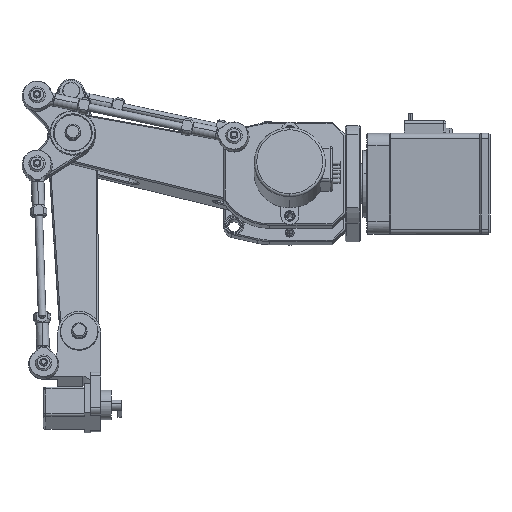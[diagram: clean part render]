
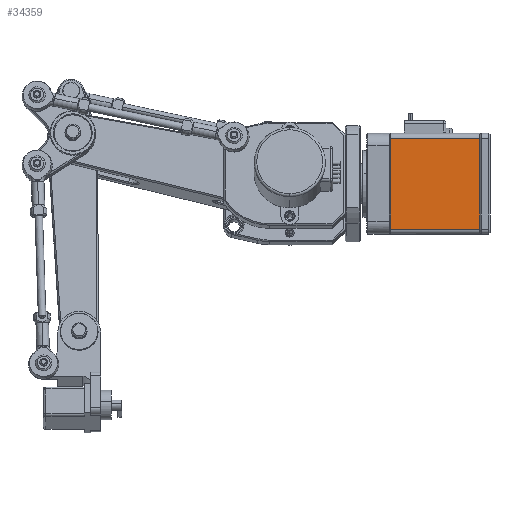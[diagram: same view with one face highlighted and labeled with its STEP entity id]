
A CAD part, left-side view. The second image highlights one B-rep face of the part: STEP entity #34359.
In plain terms, the highlighted planar face has unit normal (-1, 0, 0).
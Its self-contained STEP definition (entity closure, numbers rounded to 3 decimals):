
#2143 = CARTESIAN_POINT ( 'NONE',  ( -25., 18., 45. ) ) ;
#2835 = DIRECTION ( 'NONE',  ( 0., -1., 0. ) ) ;
#2844 = ORIENTED_EDGE ( 'NONE', *, *, #28655, .T. ) ;
#3284 = LINE ( 'NONE', #17946, #33504 ) ;
#3444 = PLANE ( 'NONE',  #14973 ) ;
#5810 = VECTOR ( 'NONE', #2835, 1000. ) ;
#6244 = DIRECTION ( 'NONE',  ( 1., 0., 0. ) ) ;
#8088 = EDGE_CURVE ( 'NONE', #34715, #37446, #3284, .T. ) ;
#9860 = LINE ( 'NONE', #25253, #5810 ) ;
#10748 = CARTESIAN_POINT ( 'NONE',  ( -25., -18., 15. ) ) ;
#11717 = CARTESIAN_POINT ( 'NONE',  ( -25., 18., 9.5 ) ) ;
#11977 = LINE ( 'NONE', #10748, #22607 ) ;
#12103 = FACE_OUTER_BOUND ( 'NONE', #28068, .T. ) ;
#13687 = ORIENTED_EDGE ( 'NONE', *, *, #29696, .F. ) ;
#14351 = EDGE_CURVE ( 'NONE', #14854, #35526, #11977, .T. ) ;
#14384 = ORIENTED_EDGE ( 'NONE', *, *, #8088, .T. ) ;
#14854 = VERTEX_POINT ( 'NONE', #16770 ) ;
#14973 = AXIS2_PLACEMENT_3D ( 'NONE', #19496, #6244, #16121 ) ;
#16022 = DIRECTION ( 'NONE',  ( 0., -1., 0. ) ) ;
#16121 = DIRECTION ( 'NONE',  ( 0., 0., -1. ) ) ;
#16770 = CARTESIAN_POINT ( 'NONE',  ( -25., -18., 9.5 ) ) ;
#17946 = CARTESIAN_POINT ( 'NONE',  ( -25., 18., 15. ) ) ;
#19496 = CARTESIAN_POINT ( 'NONE',  ( -25., -20., 15. ) ) ;
#22607 = VECTOR ( 'NONE', #26441, 1000. ) ;
#23577 = LINE ( 'NONE', #32331, #35151 ) ;
#25253 = CARTESIAN_POINT ( 'NONE',  ( -25., 20., 45. ) ) ;
#26441 = DIRECTION ( 'NONE',  ( 0., 0., 1. ) ) ;
#28068 = EDGE_LOOP ( 'NONE', ( #14384, #2844, #32469, #13687 ) ) ;
#28655 = EDGE_CURVE ( 'NONE', #37446, #14854, #23577, .T. ) ;
#29696 = EDGE_CURVE ( 'NONE', #34715, #35526, #9860, .T. ) ;
#32331 = CARTESIAN_POINT ( 'NONE',  ( -25., -20., 9.5 ) ) ;
#32469 = ORIENTED_EDGE ( 'NONE', *, *, #14351, .T. ) ;
#32997 = CARTESIAN_POINT ( 'NONE',  ( -25., -18., 45. ) ) ;
#33504 = VECTOR ( 'NONE', #40869, 1000. ) ;
#34359 = ADVANCED_FACE ( 'NONE', ( #12103 ), #3444, .F. ) ;
#34715 = VERTEX_POINT ( 'NONE', #2143 ) ;
#35151 = VECTOR ( 'NONE', #16022, 1000. ) ;
#35526 = VERTEX_POINT ( 'NONE', #32997 ) ;
#37446 = VERTEX_POINT ( 'NONE', #11717 ) ;
#40869 = DIRECTION ( 'NONE',  ( 0., 0., -1. ) ) ;
